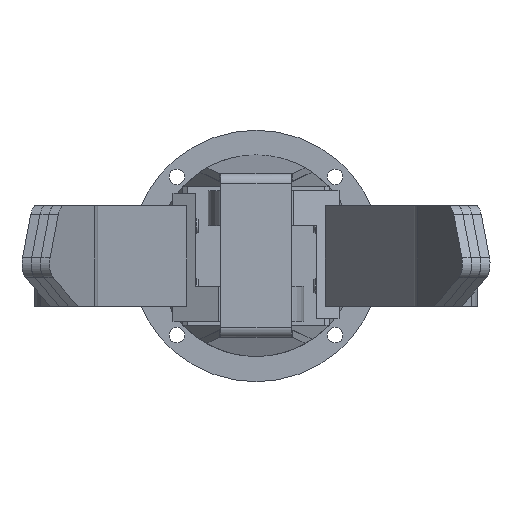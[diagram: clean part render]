
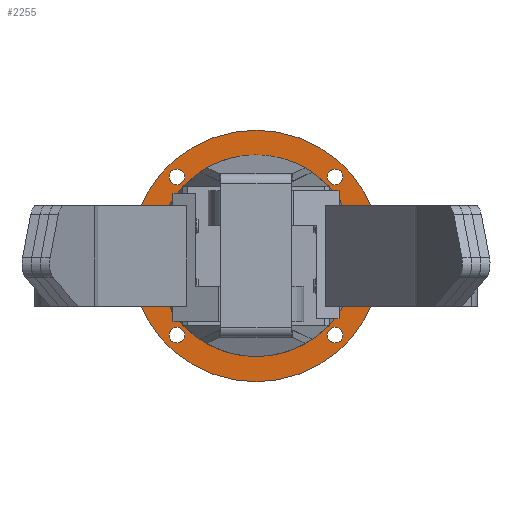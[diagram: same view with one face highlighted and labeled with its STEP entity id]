
A CAD part, left-side view. The second image highlights one B-rep face of the part: STEP entity #2255.
In plain terms, the highlighted planar face has unit normal (-1, 0, 0).
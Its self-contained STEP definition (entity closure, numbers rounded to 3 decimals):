
#808=CARTESIAN_POINT('',(-2.,0.,0.));
#809=DIRECTION('',(1.,0.,0.));
#810=DIRECTION('',(0.,1.,0.));
#811=AXIS2_PLACEMENT_3D('',#808,#809,#810);
#813=CARTESIAN_POINT('',(-2.,0.,0.));
#814=DIRECTION('',(1.,0.,0.));
#815=DIRECTION('',(0.,-1.,0.));
#816=AXIS2_PLACEMENT_3D('',#813,#814,#815);
#818=CARTESIAN_POINT('',(-2.,0.,0.));
#819=DIRECTION('',(-1.,0.,0.));
#820=DIRECTION('',(0.,-1.,0.));
#821=AXIS2_PLACEMENT_3D('',#818,#819,#820);
#823=CARTESIAN_POINT('',(-2.,0.,0.));
#824=DIRECTION('',(-1.,0.,0.));
#825=DIRECTION('',(0.,1.,0.));
#826=AXIS2_PLACEMENT_3D('',#823,#824,#825);
#828=CARTESIAN_POINT('',(-2.,15.733,15.733));
#829=DIRECTION('',(-1.,0.,0.));
#830=DIRECTION('',(0.,-1.,0.));
#831=AXIS2_PLACEMENT_3D('',#828,#829,#830);
#833=CARTESIAN_POINT('',(-2.,15.733,15.733));
#834=DIRECTION('',(-1.,0.,0.));
#835=DIRECTION('',(0.,1.,0.));
#836=AXIS2_PLACEMENT_3D('',#833,#834,#835);
#838=CARTESIAN_POINT('',(-2.,-15.733,15.733));
#839=DIRECTION('',(-1.,0.,0.));
#840=DIRECTION('',(0.,-1.,0.));
#841=AXIS2_PLACEMENT_3D('',#838,#839,#840);
#843=CARTESIAN_POINT('',(-2.,-15.733,15.733));
#844=DIRECTION('',(-1.,0.,0.));
#845=DIRECTION('',(0.,1.,0.));
#846=AXIS2_PLACEMENT_3D('',#843,#844,#845);
#848=CARTESIAN_POINT('',(-2.,-15.733,-15.733));
#849=DIRECTION('',(-1.,0.,0.));
#850=DIRECTION('',(0.,-1.,0.));
#851=AXIS2_PLACEMENT_3D('',#848,#849,#850);
#853=CARTESIAN_POINT('',(-2.,-15.733,-15.733));
#854=DIRECTION('',(-1.,0.,0.));
#855=DIRECTION('',(0.,1.,0.));
#856=AXIS2_PLACEMENT_3D('',#853,#854,#855);
#858=CARTESIAN_POINT('',(-2.,15.733,-15.733));
#859=DIRECTION('',(-1.,0.,0.));
#860=DIRECTION('',(0.,-1.,0.));
#861=AXIS2_PLACEMENT_3D('',#858,#859,#860);
#863=CARTESIAN_POINT('',(-2.,15.733,-15.733));
#864=DIRECTION('',(-1.,0.,0.));
#865=DIRECTION('',(0.,1.,0.));
#866=AXIS2_PLACEMENT_3D('',#863,#864,#865);
#1180=CARTESIAN_POINT('',(-2.,18.5,0.));
#1181=CARTESIAN_POINT('',(-2.,-18.5,0.));
#1182=VERTEX_POINT('',#1180);
#1183=VERTEX_POINT('',#1181);
#1184=CARTESIAN_POINT('',(-2.,25.,0.));
#1185=CARTESIAN_POINT('',(-2.,-25.,0.));
#1186=VERTEX_POINT('',#1184);
#1187=VERTEX_POINT('',#1185);
#1188=CARTESIAN_POINT('',(-2.,14.183,15.733));
#1189=CARTESIAN_POINT('',(-2.,17.283,15.733));
#1190=VERTEX_POINT('',#1188);
#1191=VERTEX_POINT('',#1189);
#1192=CARTESIAN_POINT('',(-2.,-17.283,15.733));
#1193=CARTESIAN_POINT('',(-2.,-14.183,15.733));
#1194=VERTEX_POINT('',#1192);
#1195=VERTEX_POINT('',#1193);
#1196=CARTESIAN_POINT('',(-2.,-17.283,-15.733));
#1197=CARTESIAN_POINT('',(-2.,-14.183,-15.733));
#1198=VERTEX_POINT('',#1196);
#1199=VERTEX_POINT('',#1197);
#1200=CARTESIAN_POINT('',(-2.,14.183,-15.733));
#1201=CARTESIAN_POINT('',(-2.,17.283,-15.733));
#1202=VERTEX_POINT('',#1200);
#1203=VERTEX_POINT('',#1201);
#2215=CARTESIAN_POINT('',(-2.,0.,0.));
#2216=DIRECTION('',(-1.,0.,0.));
#2217=DIRECTION('',(0.,1.,0.));
#2218=AXIS2_PLACEMENT_3D('',#2215,#2216,#2217);
#2219=PLANE('',#2218);
#2221=ORIENTED_EDGE('',*,*,#2220,.T.);
#2223=ORIENTED_EDGE('',*,*,#2222,.T.);
#2224=EDGE_LOOP('',(#2221,#2223));
#2225=FACE_OUTER_BOUND('',#2224,.F.);
#2227=ORIENTED_EDGE('',*,*,#2226,.T.);
#2228=ORIENTED_EDGE('',*,*,#2205,.T.);
#2229=EDGE_LOOP('',(#2227,#2228));
#2230=FACE_BOUND('',#2229,.F.);
#2232=ORIENTED_EDGE('',*,*,#2231,.T.);
#2234=ORIENTED_EDGE('',*,*,#2233,.T.);
#2235=EDGE_LOOP('',(#2232,#2234));
#2236=FACE_BOUND('',#2235,.F.);
#2238=ORIENTED_EDGE('',*,*,#2237,.T.);
#2240=ORIENTED_EDGE('',*,*,#2239,.T.);
#2241=EDGE_LOOP('',(#2238,#2240));
#2242=FACE_BOUND('',#2241,.F.);
#2244=ORIENTED_EDGE('',*,*,#2243,.T.);
#2246=ORIENTED_EDGE('',*,*,#2245,.T.);
#2247=EDGE_LOOP('',(#2244,#2246));
#2248=FACE_BOUND('',#2247,.F.);
#2250=ORIENTED_EDGE('',*,*,#2249,.T.);
#2252=ORIENTED_EDGE('',*,*,#2251,.T.);
#2253=EDGE_LOOP('',(#2250,#2252));
#2254=FACE_BOUND('',#2253,.F.);
#2255=ADVANCED_FACE('',(#2225,#2230,#2236,#2242,#2248,#2254),#2219,.T.);
#812=CIRCLE('',#811,25.);
#817=CIRCLE('',#816,25.);
#822=CIRCLE('',#821,18.5);
#827=CIRCLE('',#826,18.5);
#832=CIRCLE('',#831,1.55);
#837=CIRCLE('',#836,1.55);
#842=CIRCLE('',#841,1.55);
#847=CIRCLE('',#846,1.55);
#852=CIRCLE('',#851,1.55);
#857=CIRCLE('',#856,1.55);
#862=CIRCLE('',#861,1.55);
#867=CIRCLE('',#866,1.55);
#2205=EDGE_CURVE('',#1182,#1183,#827,.T.);
#2220=EDGE_CURVE('',#1186,#1187,#812,.T.);
#2222=EDGE_CURVE('',#1187,#1186,#817,.T.);
#2226=EDGE_CURVE('',#1183,#1182,#822,.T.);
#2231=EDGE_CURVE('',#1190,#1191,#832,.T.);
#2233=EDGE_CURVE('',#1191,#1190,#837,.T.);
#2237=EDGE_CURVE('',#1194,#1195,#842,.T.);
#2239=EDGE_CURVE('',#1195,#1194,#847,.T.);
#2243=EDGE_CURVE('',#1198,#1199,#852,.T.);
#2245=EDGE_CURVE('',#1199,#1198,#857,.T.);
#2249=EDGE_CURVE('',#1202,#1203,#862,.T.);
#2251=EDGE_CURVE('',#1203,#1202,#867,.T.);
